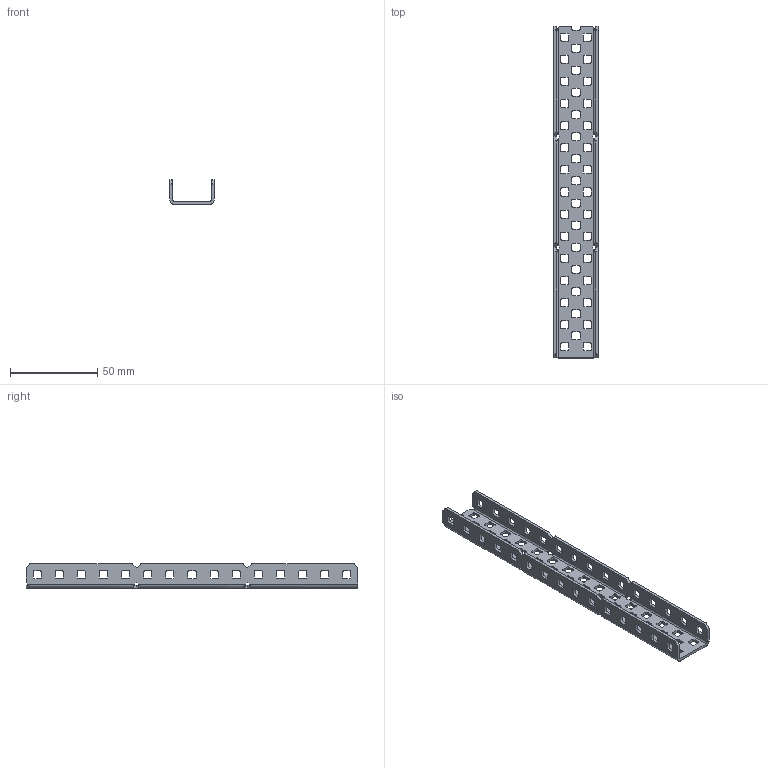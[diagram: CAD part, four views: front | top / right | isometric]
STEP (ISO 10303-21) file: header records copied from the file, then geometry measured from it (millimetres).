
FILE_DESCRIPTION(/* description */ (''),/* implementation_level */ '2;1');
FILE_NAME(/* name */ '15-Long.step',/* time_stamp */ '2024-10-22T13:19:11-04:00',/* author */ (''),/* organization */ (''),/* preprocessor_version */ 'ST-DEVELOPER v20',/* originating_system */ 'Autodesk Translation Framework v13.14.0.145',/* authorisation */ '');
FILE_SCHEMA (('AUTOMOTIVE_DESIGN { 1 0 10303 214 3 1 1 }'));
Length unit declared in the file: inch
Products named in the file (2): 15-Long; 2x C-Chan Alu v1
Assembly tree (1 placements, depth 2):
  15-Long
    2x C-Chan Alu v1
Bounding box: 25.4 x 190.5 x 13.97 mm (x, y, z)
Volume: 12218.6 mm3; surface area: 18213.6 mm2
Topology: 1 solids, 1 shells, 698 faces, 2142 edges, 1438 vertices
Faces by surface type: plane 348, cylinder 330, bspline 20
Entity records: 25526 total; most frequent: CARTESIAN_POINT 5527, ORIENTED_EDGE 4284, DIRECTION 4094, EDGE_CURVE 2142, VERTEX_POINT 1438, LINE 1412, VECTOR 1412, AXIS2_PLACEMENT_3D 1341
